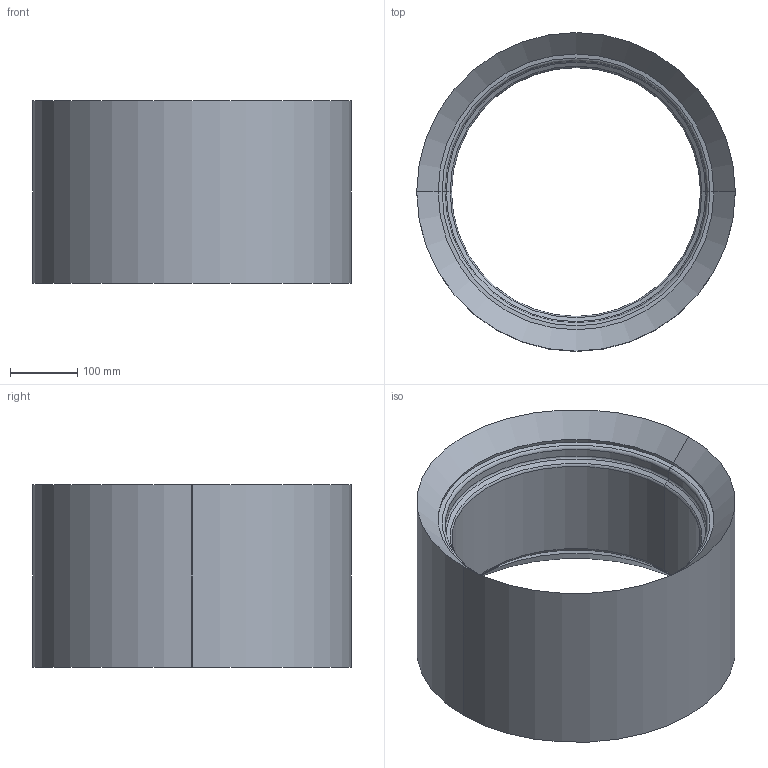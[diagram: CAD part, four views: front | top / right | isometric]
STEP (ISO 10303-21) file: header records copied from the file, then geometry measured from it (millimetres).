
FILE_DESCRIPTION (( 'STEP AP203' ), '1' );
FILE_NAME ('Sidecorering.STEP', '2016-02-06T11:32:04', ( '' ), ( '' ), 'SwSTEP 2.0', 'SolidWorks 2014', '' );
FILE_SCHEMA (( 'CONFIG_CONTROL_DESIGN' ));
Length unit declared in the file: millimetre
Products named in the file (1): Sidecorering
Bounding box: 473.64 x 473.64 x 270.79 mm (x, y, z)
Volume: 14908950 mm3; surface area: 847541.9 mm2
Topology: 2 solids, 2 shells, 32 faces, 84 edges, 56 vertices
Faces by surface type: cone 14, torus 8, cylinder 6, plane 4
Entity records: 1087 total; most frequent: DIRECTION 194, CARTESIAN_POINT 173, ORIENTED_EDGE 168, EDGE_CURVE 84, AXIS2_PLACEMENT_3D 77, VERTEX_POINT 56, CIRCLE 44, VECTOR 40
